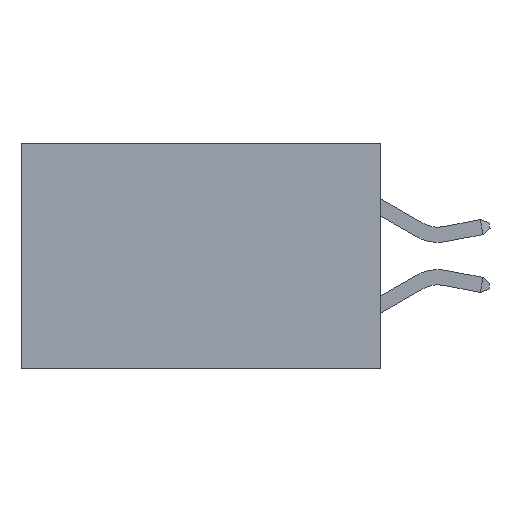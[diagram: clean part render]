
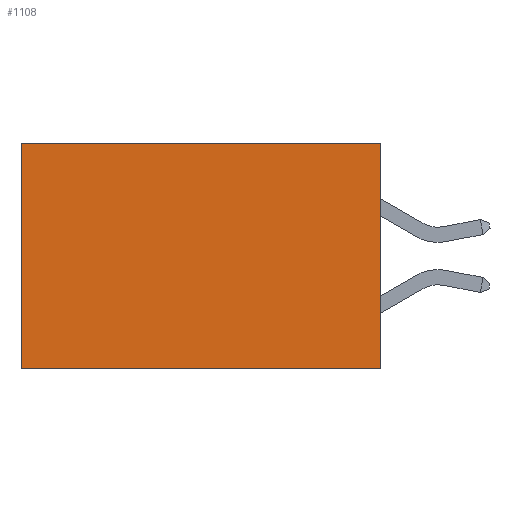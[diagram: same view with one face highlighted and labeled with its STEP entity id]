
A CAD part, left-side view. The second image highlights one B-rep face of the part: STEP entity #1108.
In plain terms, the highlighted planar face has unit normal (-1, 0, 0).
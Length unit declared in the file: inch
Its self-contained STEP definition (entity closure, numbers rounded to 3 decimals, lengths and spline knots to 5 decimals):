
#149 = EDGE_CURVE ( 'NONE', #9778, #4660, #8730, .T. ) ;
#468 = EDGE_CURVE ( 'NONE', #7200, #4660, #9052, .T. ) ;
#1108 = ADVANCED_FACE ( 'NONE', ( #13339 ), #5436, .F. ) ;
#1684 = EDGE_LOOP ( 'NONE', ( #6910, #4799, #4905, #4949 ) ) ;
#2825 = VECTOR ( 'NONE', #8890, 39.37008 ) ;
#3387 = CARTESIAN_POINT ( 'NONE',  ( 0.277, 0.59, -0.37 ) ) ;
#3888 = EDGE_CURVE ( 'NONE', #5612, #7200, #6450, .T. ) ;
#3899 = VECTOR ( 'NONE', #9859, 39.37008 ) ;
#4660 = VERTEX_POINT ( 'NONE', #3387 ) ;
#4799 = ORIENTED_EDGE ( 'NONE', *, *, #468, .F. ) ;
#4876 = CARTESIAN_POINT ( 'NONE',  ( 0.277, 0., 0. ) ) ;
#4905 = ORIENTED_EDGE ( 'NONE', *, *, #3888, .F. ) ;
#4937 = DIRECTION ( 'NONE',  ( 0., 1., 0. ) ) ;
#4949 = ORIENTED_EDGE ( 'NONE', *, *, #10467, .T. ) ;
#5435 = DIRECTION ( 'NONE',  ( 1., 0., 0. ) ) ;
#5436 = PLANE ( 'NONE',  #12668 ) ;
#5493 = DIRECTION ( 'NONE',  ( 0., 0., -1. ) ) ;
#5548 = LINE ( 'NONE', #4876, #8101 ) ;
#5612 = VERTEX_POINT ( 'NONE', #9220 ) ;
#6128 = VECTOR ( 'NONE', #9277, 39.37008 ) ;
#6450 = LINE ( 'NONE', #9326, #6128 ) ;
#6910 = ORIENTED_EDGE ( 'NONE', *, *, #149, .T. ) ;
#7200 = VERTEX_POINT ( 'NONE', #7604 ) ;
#7604 = CARTESIAN_POINT ( 'NONE',  ( 0.277, 0., -0.37 ) ) ;
#8101 = VECTOR ( 'NONE', #4937, 39.37008 ) ;
#8314 = CARTESIAN_POINT ( 'NONE',  ( 0.277, 0., -0.37 ) ) ;
#8730 = LINE ( 'NONE', #10187, #2825 ) ;
#8890 = DIRECTION ( 'NONE',  ( 0., 0., -1. ) ) ;
#9052 = LINE ( 'NONE', #8314, #3899 ) ;
#9220 = CARTESIAN_POINT ( 'NONE',  ( 0.277, 0., 0. ) ) ;
#9277 = DIRECTION ( 'NONE',  ( 0., 0., -1. ) ) ;
#9326 = CARTESIAN_POINT ( 'NONE',  ( 0.277, 0., -0.37 ) ) ;
#9778 = VERTEX_POINT ( 'NONE', #11196 ) ;
#9859 = DIRECTION ( 'NONE',  ( 0., 1., 0. ) ) ;
#10187 = CARTESIAN_POINT ( 'NONE',  ( 0.277, 0.59, -0.37 ) ) ;
#10467 = EDGE_CURVE ( 'NONE', #5612, #9778, #5548, .T. ) ;
#11196 = CARTESIAN_POINT ( 'NONE',  ( 0.277, 0.59, 0. ) ) ;
#12416 = CARTESIAN_POINT ( 'NONE',  ( 0.277, 0., -0.37 ) ) ;
#12668 = AXIS2_PLACEMENT_3D ( 'NONE', #12416, #5435, #5493 ) ;
#13339 = FACE_OUTER_BOUND ( 'NONE', #1684, .T. ) ;
